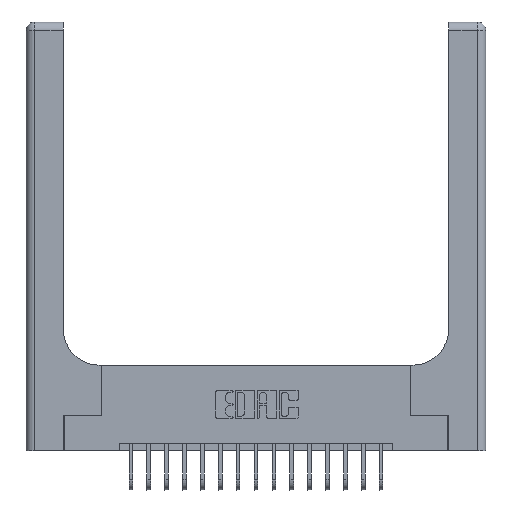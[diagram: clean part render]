
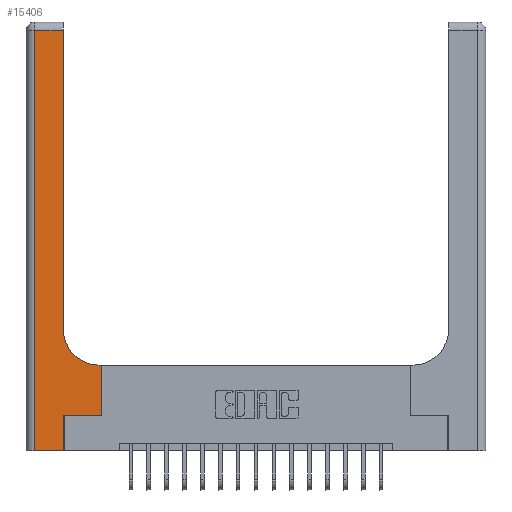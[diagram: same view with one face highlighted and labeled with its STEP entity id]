
A CAD part, top view. The second image highlights one B-rep face of the part: STEP entity #15406.
In plain terms, the highlighted planar face has unit normal (0, 0, 1).
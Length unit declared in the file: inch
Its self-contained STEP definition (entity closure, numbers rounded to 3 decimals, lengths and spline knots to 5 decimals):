
#243 = DIRECTION ( 'NONE',  ( 0., 0., -1. ) ) ;
#412 = DIRECTION ( 'NONE',  ( 0., 1., 0. ) ) ;
#468 = DIRECTION ( 'NONE',  ( 0., -1., 0. ) ) ;
#538 = LINE ( 'NONE', #15734, #4259 ) ;
#662 = ORIENTED_EDGE ( 'NONE', *, *, #7021, .T. ) ;
#710 = VECTOR ( 'NONE', #12912, 39.37008 ) ;
#987 = DIRECTION ( 'NONE',  ( 0., 0., -1. ) ) ;
#1108 = ORIENTED_EDGE ( 'NONE', *, *, #9654, .T. ) ;
#1478 = AXIS2_PLACEMENT_3D ( 'NONE', #8667, #243, #10110 ) ;
#1725 = VERTEX_POINT ( 'NONE', #3560 ) ;
#1848 = EDGE_CURVE ( 'NONE', #9146, #17241, #1924, .T. ) ;
#1924 = LINE ( 'NONE', #9512, #13140 ) ;
#2075 = CARTESIAN_POINT ( 'NONE',  ( 0.528, 0.25, 0.37 ) ) ;
#2097 = LINE ( 'NONE', #15835, #5837 ) ;
#2629 = DIRECTION ( 'NONE',  ( 1., 0., 0. ) ) ;
#2706 = LINE ( 'NONE', #17754, #13035 ) ;
#2758 = EDGE_CURVE ( 'NONE', #4721, #9225, #13569, .T. ) ;
#2781 = AXIS2_PLACEMENT_3D ( 'NONE', #9439, #987, #10850 ) ;
#3129 = CIRCLE ( 'NONE', #1478, 0.25 ) ;
#3271 = CARTESIAN_POINT ( 'NONE',  ( 0.06, 3., 0.37 ) ) ;
#3433 = CARTESIAN_POINT ( 'NONE',  ( 0.06, 0., 0.37 ) ) ;
#3560 = CARTESIAN_POINT ( 'NONE',  ( 0.265, 0.25, 0.37 ) ) ;
#3826 = EDGE_CURVE ( 'NONE', #17241, #4721, #538, .T. ) ;
#4259 = VECTOR ( 'NONE', #4482, 39.37008 ) ;
#4392 = ORIENTED_EDGE ( 'NONE', *, *, #11567, .T. ) ;
#4482 = DIRECTION ( 'NONE',  ( -1., 0., 0. ) ) ;
#4643 = EDGE_CURVE ( 'NONE', #14299, #16054, #2706, .T. ) ;
#4721 = VERTEX_POINT ( 'NONE', #5252 ) ;
#4838 = ORIENTED_EDGE ( 'NONE', *, *, #5043, .T. ) ;
#4872 = VECTOR ( 'NONE', #2629, 39.37008 ) ;
#5043 = EDGE_CURVE ( 'NONE', #14262, #14299, #7744, .T. ) ;
#5159 = PLANE ( 'NONE',  #2781 ) ;
#5252 = CARTESIAN_POINT ( 'NONE',  ( 0.06, 2.94, 0.37 ) ) ;
#5837 = VECTOR ( 'NONE', #412, 39.37008 ) ;
#7021 = EDGE_CURVE ( 'NONE', #9225, #9138, #8187, .T. ) ;
#7744 = LINE ( 'NONE', #11516, #710 ) ;
#8187 = LINE ( 'NONE', #12470, #4872 ) ;
#8667 = CARTESIAN_POINT ( 'NONE',  ( 0.51, 0.85, 0.37 ) ) ;
#8980 = CARTESIAN_POINT ( 'NONE',  ( 0.265, 0., 0.37 ) ) ;
#9028 = ORIENTED_EDGE ( 'NONE', *, *, #4643, .T. ) ;
#9138 = VERTEX_POINT ( 'NONE', #8980 ) ;
#9146 = VERTEX_POINT ( 'NONE', #17490 ) ;
#9225 = VERTEX_POINT ( 'NONE', #3433 ) ;
#9334 = DIRECTION ( 'NONE',  ( -1., 0., 0. ) ) ;
#9439 = CARTESIAN_POINT ( 'NONE',  ( 0., 3., 0.37 ) ) ;
#9512 = CARTESIAN_POINT ( 'NONE',  ( 0.26, 3., 0.37 ) ) ;
#9654 = EDGE_CURVE ( 'NONE', #1725, #14262, #14706, .T. ) ;
#10110 = DIRECTION ( 'NONE',  ( 1., 0., 0. ) ) ;
#10850 = DIRECTION ( 'NONE',  ( -1., 0., 0. ) ) ;
#10990 = VECTOR ( 'NONE', #17343, 39.37008 ) ;
#11022 = ORIENTED_EDGE ( 'NONE', *, *, #1848, .T. ) ;
#11447 = ORIENTED_EDGE ( 'NONE', *, *, #2758, .T. ) ;
#11516 = CARTESIAN_POINT ( 'NONE',  ( 0.528, 0.25, 0.37 ) ) ;
#11567 = EDGE_CURVE ( 'NONE', #9138, #1725, #2097, .T. ) ;
#12470 = CARTESIAN_POINT ( 'NONE',  ( 0., 0., 0.37 ) ) ;
#12756 = ORIENTED_EDGE ( 'NONE', *, *, #15711, .T. ) ;
#12912 = DIRECTION ( 'NONE',  ( 0., 1., 0. ) ) ;
#13035 = VECTOR ( 'NONE', #9334, 39.37008 ) ;
#13091 = CARTESIAN_POINT ( 'NONE',  ( 0.265, 0.25, 0.37 ) ) ;
#13108 = VECTOR ( 'NONE', #468, 39.37008 ) ;
#13140 = VECTOR ( 'NONE', #17922, 39.37008 ) ;
#13524 = CARTESIAN_POINT ( 'NONE',  ( 0.51, 0.6, 0.37 ) ) ;
#13569 = LINE ( 'NONE', #3271, #13108 ) ;
#14262 = VERTEX_POINT ( 'NONE', #2075 ) ;
#14299 = VERTEX_POINT ( 'NONE', #16204 ) ;
#14304 = CARTESIAN_POINT ( 'NONE',  ( 0.26, 2.94, 0.37 ) ) ;
#14589 = FACE_OUTER_BOUND ( 'NONE', #16732, .T. ) ;
#14706 = LINE ( 'NONE', #13091, #10990 ) ;
#14740 = ORIENTED_EDGE ( 'NONE', *, *, #3826, .T. ) ;
#15406 = ADVANCED_FACE ( 'NONE', ( #14589 ), #5159, .F. ) ;
#15711 = EDGE_CURVE ( 'NONE', #16054, #9146, #3129, .T. ) ;
#15734 = CARTESIAN_POINT ( 'NONE',  ( 0., 2.94, 0.37 ) ) ;
#15835 = CARTESIAN_POINT ( 'NONE',  ( 0.265, 0., 0.37 ) ) ;
#16054 = VERTEX_POINT ( 'NONE', #13524 ) ;
#16204 = CARTESIAN_POINT ( 'NONE',  ( 0.528, 0.6, 0.37 ) ) ;
#16732 = EDGE_LOOP ( 'NONE', ( #11022, #14740, #11447, #662, #4392, #1108, #4838, #9028, #12756 ) ) ;
#17241 = VERTEX_POINT ( 'NONE', #14304 ) ;
#17343 = DIRECTION ( 'NONE',  ( 1., 0., 0. ) ) ;
#17490 = CARTESIAN_POINT ( 'NONE',  ( 0.26, 0.85, 0.37 ) ) ;
#17754 = CARTESIAN_POINT ( 'NONE',  ( 0.26, 0.6, 0.37 ) ) ;
#17922 = DIRECTION ( 'NONE',  ( 0., 1., 0. ) ) ;
